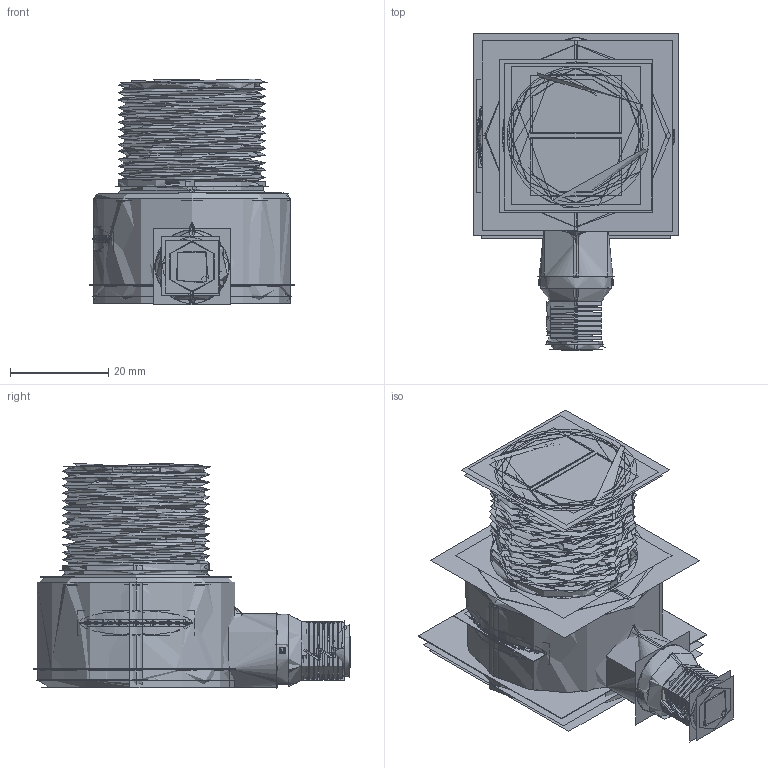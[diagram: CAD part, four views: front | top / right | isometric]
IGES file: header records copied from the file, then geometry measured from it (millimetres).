
Start section:  PTC IGES file: 155329_sm01.igs
Global section: file name: 155329_sm01.igs; native system: Creo Parametric by PTC Inc.; preprocessor: 2019292; author: PDMAdmin; organization: Unknown; date: 20221109.110246; units: millimetre
Bounding box: 41.79 x 64.53 x 45.94 mm (x, y, z)
Volume: 45772.3 mm3; surface area: 56620.7 mm2
Topology: 1 solids, 1 shells, 906 faces, 4798 edges, 6093 vertices
Faces by surface type: revolution 474, bspline 428, extrusion 4
